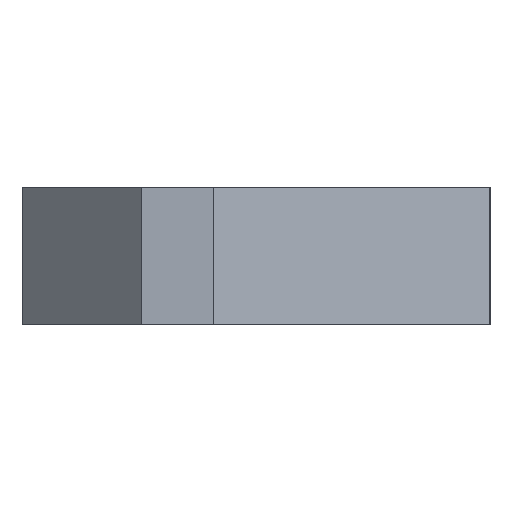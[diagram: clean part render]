
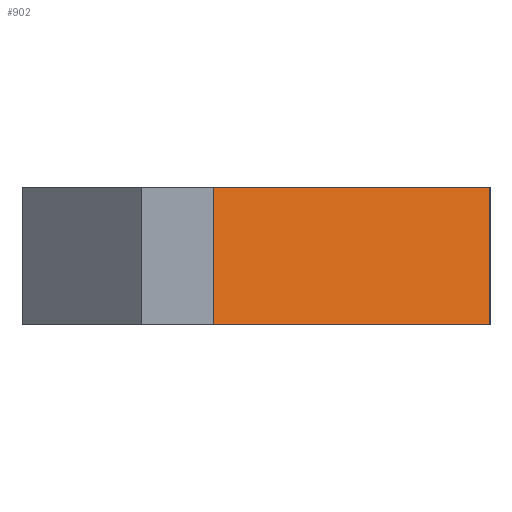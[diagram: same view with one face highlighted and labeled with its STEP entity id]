
A CAD part, left-side view. The second image highlights one B-rep face of the part: STEP entity #902.
In plain terms, the highlighted planar face has unit normal (-0.826, -0.564, 0).
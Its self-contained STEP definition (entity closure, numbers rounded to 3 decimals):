
#57=FACE_OUTER_BOUND('',#109,.T.);
#109=EDGE_LOOP('',(#629,#630,#631,#632));
#182=LINE('',#1327,#294);
#183=LINE('',#1330,#295);
#184=LINE('',#1332,#296);
#185=LINE('',#1333,#297);
#294=VECTOR('',#1076,10.);
#295=VECTOR('',#1079,10.);
#296=VECTOR('',#1080,10.);
#297=VECTOR('',#1081,10.);
#401=VERTEX_POINT('',#1323);
#402=VERTEX_POINT('',#1325);
#403=VERTEX_POINT('',#1329);
#404=VERTEX_POINT('',#1331);
#492=EDGE_CURVE('',#402,#401,#182,.T.);
#493=EDGE_CURVE('',#401,#403,#183,.T.);
#494=EDGE_CURVE('',#404,#402,#184,.T.);
#495=EDGE_CURVE('',#404,#403,#185,.T.);
#629=ORIENTED_EDGE('',*,*,#493,.F.);
#630=ORIENTED_EDGE('',*,*,#492,.F.);
#631=ORIENTED_EDGE('',*,*,#494,.F.);
#632=ORIENTED_EDGE('',*,*,#495,.T.);
#856=PLANE('',#979);
#902=ADVANCED_FACE('',(#57),#856,.F.);
#979=AXIS2_PLACEMENT_3D('',#1328,#1077,#1078);
#1076=DIRECTION('',(0.,0.,-1.));
#1077=DIRECTION('center_axis',(0.826,0.564,0.));
#1078=DIRECTION('ref_axis',(0.564,-0.826,0.));
#1079=DIRECTION('',(-0.564,0.826,0.));
#1080=DIRECTION('',(0.564,-0.826,0.));
#1081=DIRECTION('',(0.,0.,-1.));
#1323=CARTESIAN_POINT('',(-2.147,-7.95,0.));
#1325=CARTESIAN_POINT('',(-2.147,-7.95,3.5));
#1327=CARTESIAN_POINT('',(-2.147,-7.95,3.5));
#1328=CARTESIAN_POINT('Origin',(-6.95,-0.923,3.5));
#1329=CARTESIAN_POINT('',(-6.95,-0.923,0.));
#1330=CARTESIAN_POINT('',(-6.059,-2.227,0.));
#1331=CARTESIAN_POINT('',(-6.95,-0.923,3.5));
#1332=CARTESIAN_POINT('',(-6.059,-2.227,3.5));
#1333=CARTESIAN_POINT('',(-6.95,-0.923,3.5));
